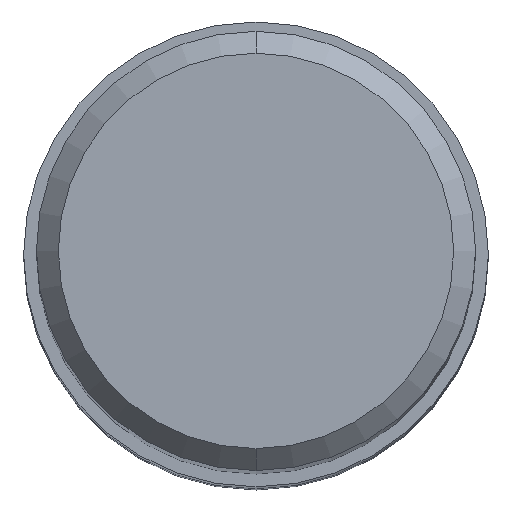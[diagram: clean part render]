
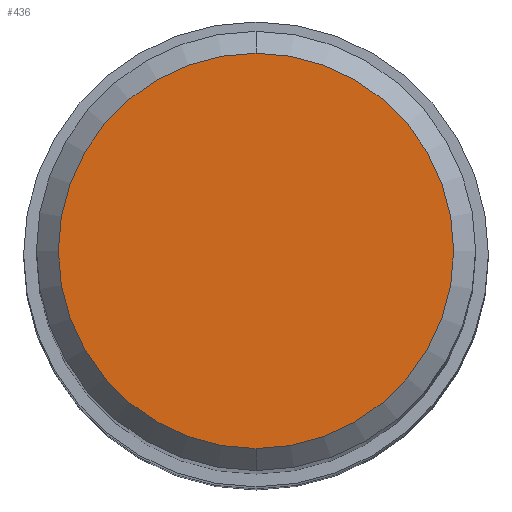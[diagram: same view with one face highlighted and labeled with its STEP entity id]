
A CAD part, top view. The second image highlights one B-rep face of the part: STEP entity #436.
In plain terms, the highlighted planar face has unit normal (0, 0, 1).
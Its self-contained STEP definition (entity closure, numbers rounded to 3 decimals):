
#304=VERTEX_POINT('',#623);
#316=EDGE_CURVE('',#368,#304,#636,.T.);
#368=VERTEX_POINT('',#692);
#422=EDGE_CURVE('',#304,#368,#750,.T.);
#436=ADVANCED_FACE('',(#765),#766,.T.);
#623=CARTESIAN_POINT('',(0.0,5.4,0.0));
#636=CIRCLE('',#1032,5.4);
#692=CARTESIAN_POINT('',(0.,-5.4,0.0));
#750=CIRCLE('',#1381,5.4);
#765=FACE_OUTER_BOUND('',#1438,.T.);
#766=PLANE('',#1439);
#1032=AXIS2_PLACEMENT_3D('',#1689,#1690,#1691);
#1381=AXIS2_PLACEMENT_3D('',#1797,#1798,#1799);
#1438=EDGE_LOOP('',(#1814,#1815));
#1439=AXIS2_PLACEMENT_3D('',#1816,#1817,#1818);
#1689=CARTESIAN_POINT('',(0.0,0.0,0.0));
#1690=DIRECTION('',(0.0,0.0,-1.0));
#1691=DIRECTION('',(0.0,1.0,0.0));
#1797=CARTESIAN_POINT('',(0.0,0.0,0.0));
#1798=DIRECTION('',(0.0,0.0,-1.0));
#1799=DIRECTION('',(0.0,1.0,0.0));
#1814=ORIENTED_EDGE('',*,*,#422,.F.);
#1815=ORIENTED_EDGE('',*,*,#316,.F.);
#1816=CARTESIAN_POINT('',(0.0,2.7,0.0));
#1817=DIRECTION('',(-0.0,0.0,1.0));
#1818=DIRECTION('',(0.0,-1.0,0.0));
